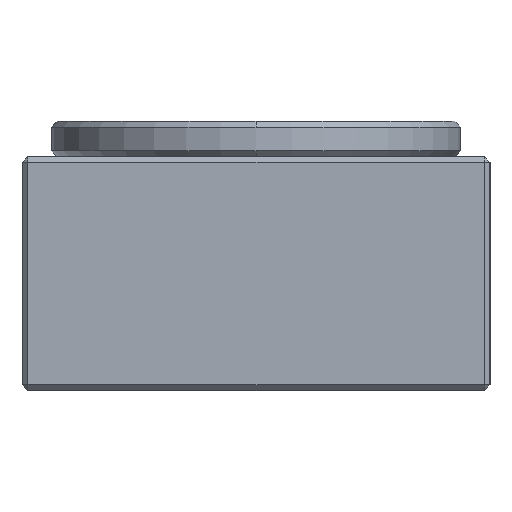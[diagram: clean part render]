
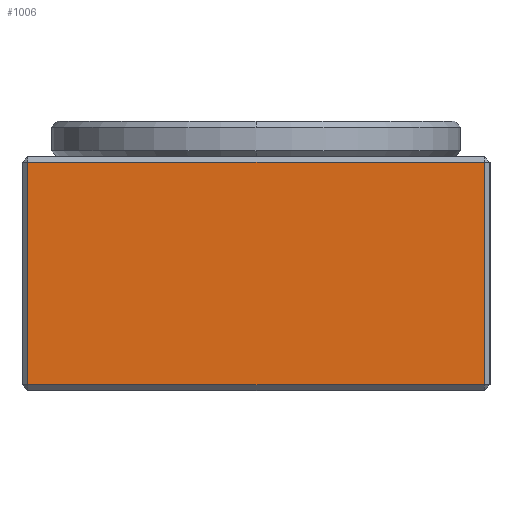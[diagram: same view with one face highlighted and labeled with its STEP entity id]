
A CAD part, left-side view. The second image highlights one B-rep face of the part: STEP entity #1006.
In plain terms, the highlighted planar face has unit normal (-1, 0, 0).
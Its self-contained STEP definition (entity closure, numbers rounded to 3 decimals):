
#34 = DIRECTION ( 'NONE',  ( 0., 0., -1. ) ) ;
#136 = CARTESIAN_POINT ( 'NONE',  ( -32.5, 40., -9.5 ) ) ;
#167 = EDGE_CURVE ( 'NONE', #947, #328, #1060, .T. ) ;
#173 = VECTOR ( 'NONE', #860, 1000. ) ;
#193 = LINE ( 'NONE', #760, #536 ) ;
#198 = ORIENTED_EDGE ( 'NONE', *, *, #1494, .T. ) ;
#264 = AXIS2_PLACEMENT_3D ( 'NONE', #460, #900, #34 ) ;
#289 = DIRECTION ( 'NONE',  ( 0., 0., 1. ) ) ;
#328 = VERTEX_POINT ( 'NONE', #1416 ) ;
#338 = VERTEX_POINT ( 'NONE', #1641 ) ;
#367 = VECTOR ( 'NONE', #289, 1000. ) ;
#383 = CARTESIAN_POINT ( 'NONE',  ( -32.5, 39.5, -9.5 ) ) ;
#432 = CARTESIAN_POINT ( 'NONE',  ( -32.5, 0.5, -10. ) ) ;
#460 = CARTESIAN_POINT ( 'NONE',  ( -32.5, 40., -10. ) ) ;
#536 = VECTOR ( 'NONE', #1819, 1000. ) ;
#579 = ORIENTED_EDGE ( 'NONE', *, *, #1742, .T. ) ;
#668 = VECTOR ( 'NONE', #724, 1000. ) ;
#724 = DIRECTION ( 'NONE',  ( 0., 1., 0. ) ) ;
#744 = VERTEX_POINT ( 'NONE', #383 ) ;
#751 = PLANE ( 'NONE',  #264 ) ;
#756 = ORIENTED_EDGE ( 'NONE', *, *, #1151, .T. ) ;
#760 = CARTESIAN_POINT ( 'NONE',  ( -32.5, 39.5, -10. ) ) ;
#763 = FACE_OUTER_BOUND ( 'NONE', #1481, .T. ) ;
#818 = ORIENTED_EDGE ( 'NONE', *, *, #167, .T. ) ;
#860 = DIRECTION ( 'NONE',  ( 0., -1., 0. ) ) ;
#884 = CARTESIAN_POINT ( 'NONE',  ( -32.5, 40., 9.5 ) ) ;
#900 = DIRECTION ( 'NONE',  ( 1., 0., 0. ) ) ;
#947 = VERTEX_POINT ( 'NONE', #1476 ) ;
#1006 = ADVANCED_FACE ( 'NONE', ( #763 ), #751, .F. ) ;
#1060 = LINE ( 'NONE', #884, #668 ) ;
#1151 = EDGE_CURVE ( 'NONE', #328, #744, #193, .T. ) ;
#1341 = LINE ( 'NONE', #136, #173 ) ;
#1416 = CARTESIAN_POINT ( 'NONE',  ( -32.5, 39.5, 9.5 ) ) ;
#1476 = CARTESIAN_POINT ( 'NONE',  ( -32.5, 0.5, 9.5 ) ) ;
#1481 = EDGE_LOOP ( 'NONE', ( #579, #198, #818, #756 ) ) ;
#1494 = EDGE_CURVE ( 'NONE', #338, #947, #1616, .T. ) ;
#1616 = LINE ( 'NONE', #432, #367 ) ;
#1641 = CARTESIAN_POINT ( 'NONE',  ( -32.5, 0.5, -9.5 ) ) ;
#1742 = EDGE_CURVE ( 'NONE', #744, #338, #1341, .T. ) ;
#1819 = DIRECTION ( 'NONE',  ( 0., 0., -1. ) ) ;
